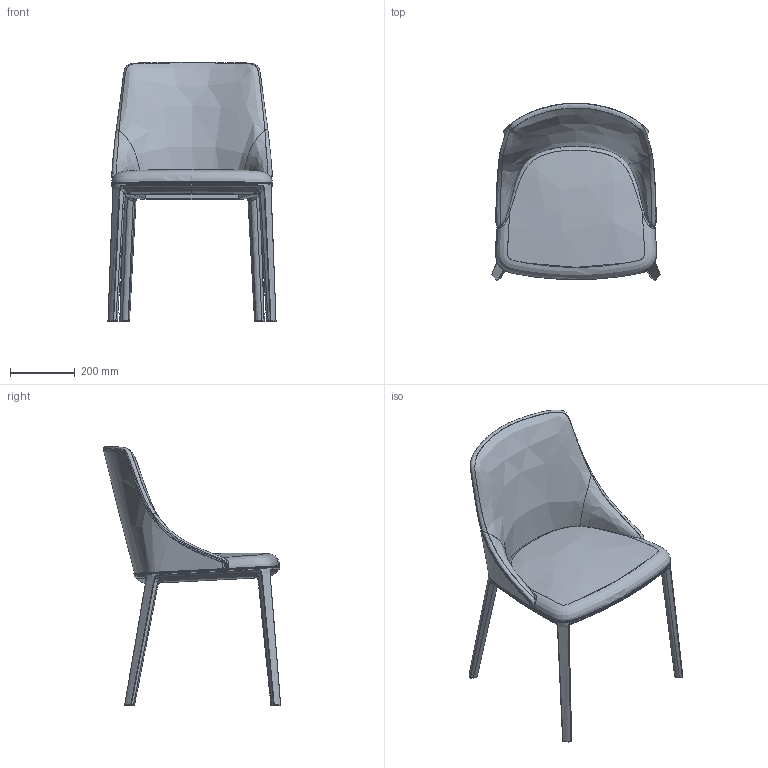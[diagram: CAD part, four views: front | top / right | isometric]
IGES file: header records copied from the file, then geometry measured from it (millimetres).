
Global section: file name: 63HOpera chair.igs; native system: Rhinoceros ( Dec 12 2023 ); preprocessor: Trout Lake IGES 012 Dec 12 2023; date: 240430.101404; units: millimetre
Bounding box: 520.68 x 549.17 x 804.44 mm (x, y, z)
Surface area: 2146934.7 mm2 (no closed solid volume)
Topology: 0 solids, 0 shells, 627 faces, 5869 edges, 5841 vertices
Faces by surface type: bspline 627
